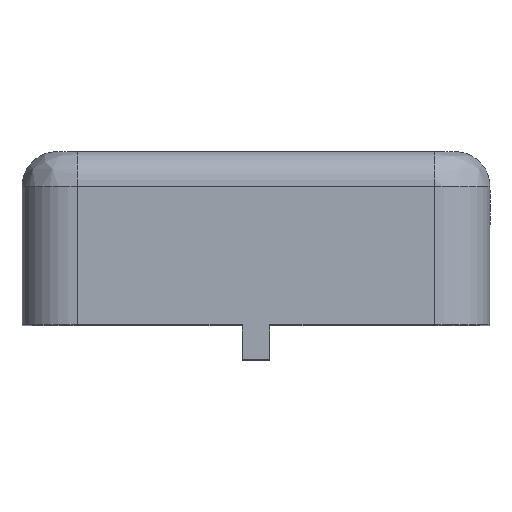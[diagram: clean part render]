
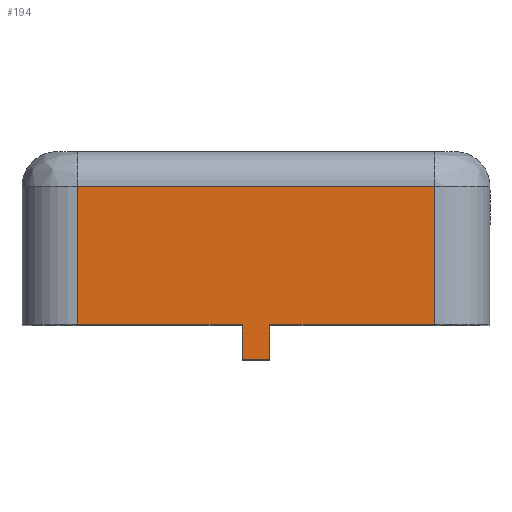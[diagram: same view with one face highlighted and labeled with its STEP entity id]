
A CAD part, top view. The second image highlights one B-rep face of the part: STEP entity #194.
In plain terms, the highlighted planar face has unit normal (0, 0, 1).
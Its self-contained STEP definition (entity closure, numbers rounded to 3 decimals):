
#194 = ADVANCED_FACE( 'NONE', ( #413 ), #414, .T. );
#413 = FACE_OUTER_BOUND( '', #800, .T. );
#414 = PLANE( '', #801 );
#800 = EDGE_LOOP( '', ( #1335, #1336, #1337, #1338, #1339, #1340, #1341, #1342 ) );
#801 = AXIS2_PLACEMENT_3D( '', #1343, #1344, #1345 );
#1335 = ORIENTED_EDGE( '', *, *, #1586, .T. );
#1336 = ORIENTED_EDGE( '', *, *, #1761, .F. );
#1337 = ORIENTED_EDGE( '', *, *, #1759, .F. );
#1338 = ORIENTED_EDGE( '', *, *, #1651, .T. );
#1339 = ORIENTED_EDGE( '', *, *, #1762, .T. );
#1340 = ORIENTED_EDGE( '', *, *, #1763, .F. );
#1341 = ORIENTED_EDGE( '', *, *, #1764, .F. );
#1342 = ORIENTED_EDGE( '', *, *, #1575, .T. );
#1343 = CARTESIAN_POINT( '', ( -5.15, 0., 6.75 ) );
#1344 = DIRECTION( '', ( 0., 0., 1. ) );
#1345 = DIRECTION( '', ( 1., 0., 0. ) );
#1575 = EDGE_CURVE( 'NONE', #1866, #1864, #1867, .T. );
#1586 = EDGE_CURVE( 'NONE', #1864, #1884, #1886, .T. );
#1651 = EDGE_CURVE( 'NONE', #1991, #1989, #1992, .T. );
#1759 = EDGE_CURVE( 'NONE', #1991, #2138, #2142, .T. );
#1761 = EDGE_CURVE( 'NONE', #2138, #1884, #2144, .T. );
#1762 = EDGE_CURVE( 'NONE', #1989, #2145, #2146, .T. );
#1763 = EDGE_CURVE( 'NONE', #2052, #2145, #2147, .T. );
#1764 = EDGE_CURVE( 'NONE', #1866, #2052, #2148, .T. );
#1864 = VERTEX_POINT( 'NONE', #2268 );
#1866 = VERTEX_POINT( 'NONE', #2270 );
#1867 = LINE( '', #2271, #2272 );
#1884 = VERTEX_POINT( 'NONE', #2295 );
#1886 = LINE( '', #2298, #2299 );
#1989 = VERTEX_POINT( 'NONE', #2425 );
#1991 = VERTEX_POINT( 'NONE', #2428 );
#1992 = LINE( '', #2429, #2430 );
#2052 = VERTEX_POINT( 'NONE', #2504 );
#2138 = VERTEX_POINT( 'NONE', #2616 );
#2142 = LINE( '', #2622, #2623 );
#2144 = LINE( '', #2625, #2626 );
#2145 = VERTEX_POINT( 'NONE', #2627 );
#2146 = LINE( '', #2628, #2629 );
#2147 = LINE( '', #2630, #2631 );
#2148 = LINE( '', #2632, #2633 );
#2268 = CARTESIAN_POINT( '', ( -5.15, -5., 6.75 ) );
#2270 = CARTESIAN_POINT( '', ( -5.15, -1., 6.75 ) );
#2271 = CARTESIAN_POINT( '', ( -5.15, 0., 6.75 ) );
#2272 = VECTOR( '', #2741, 1000. );
#2295 = CARTESIAN_POINT( '', ( -0.4, -5., 6.75 ) );
#2298 = CARTESIAN_POINT( '', ( -5.15, -5., 6.75 ) );
#2299 = VECTOR( '', #2752, 1000. );
#2425 = CARTESIAN_POINT( '', ( 0.4, -5., 6.75 ) );
#2428 = CARTESIAN_POINT( '', ( 0.4, -6., 6.75 ) );
#2429 = CARTESIAN_POINT( '', ( 0.4, -6., 6.75 ) );
#2430 = VECTOR( '', #2855, 1000. );
#2504 = CARTESIAN_POINT( '', ( 5.15, -1., 6.75 ) );
#2616 = CARTESIAN_POINT( '', ( -0.4, -6., 6.75 ) );
#2622 = CARTESIAN_POINT( '', ( -0.4, -6., 6.75 ) );
#2623 = VECTOR( '', #3018, 1000. );
#2625 = CARTESIAN_POINT( '', ( -0.4, -6., 6.75 ) );
#2626 = VECTOR( '', #3019, 1000. );
#2627 = CARTESIAN_POINT( '', ( 5.15, -5., 6.75 ) );
#2628 = CARTESIAN_POINT( '', ( -5.15, -5., 6.75 ) );
#2629 = VECTOR( '', #3020, 1000. );
#2630 = CARTESIAN_POINT( '', ( 5.15, 0., 6.75 ) );
#2631 = VECTOR( '', #3021, 1000. );
#2632 = CARTESIAN_POINT( '', ( -5.15, -1., 6.75 ) );
#2633 = VECTOR( '', #3022, 1000. );
#2741 = DIRECTION( '', ( 0., -1., 0. ) );
#2752 = DIRECTION( '', ( 1., 0., 0. ) );
#2855 = DIRECTION( '', ( 0., 1., 0. ) );
#3018 = DIRECTION( '', ( -1., 0., 0. ) );
#3019 = DIRECTION( '', ( 0., 1., 0. ) );
#3020 = DIRECTION( '', ( 1., 0., 0. ) );
#3021 = DIRECTION( '', ( 0., -1., 0. ) );
#3022 = DIRECTION( '', ( 1., 0., 0. ) );
